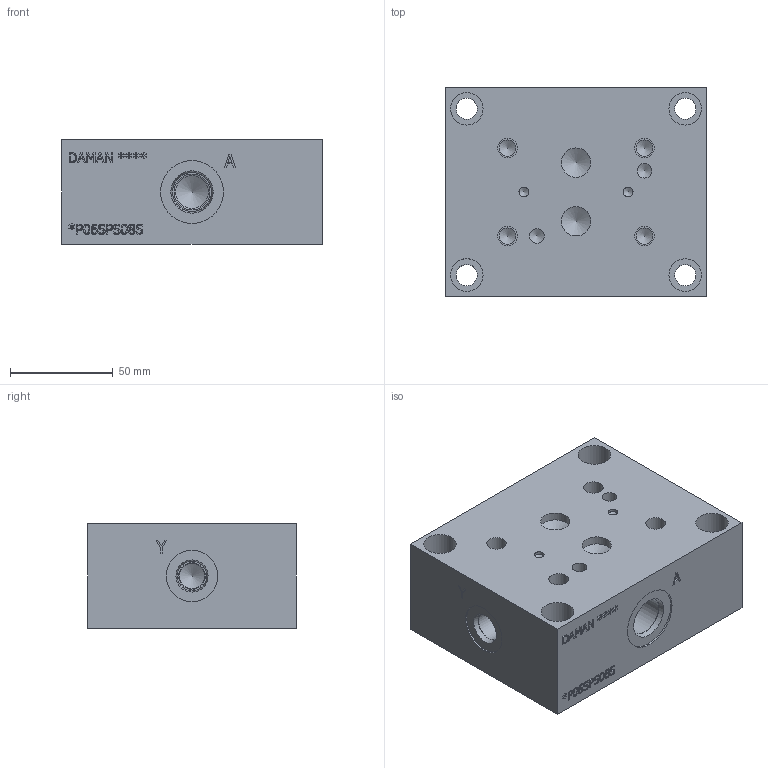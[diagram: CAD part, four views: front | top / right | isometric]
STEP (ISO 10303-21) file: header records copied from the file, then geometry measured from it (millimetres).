
FILE_DESCRIPTION(/* description */ (''),/* implementation_level */ '2;1');
FILE_NAME(/* name */ '_P06SPS08S.stp',/* time_stamp */ '2020-03-20T16:34:57-04:00',/* author */ ('alexanderw'),/* organization */ (''),/* preprocessor_version */ 'ST-DEVELOPER v17',/* originating_system */ 'Autodesk Inventor 2019',/* authorisation */ '');
FILE_SCHEMA (('AUTOMOTIVE_DESIGN { 1 0 10303 214 3 1 1 }'));
Length unit declared in the file: millimetre
Products named in the file (1): Part_AP06SPS08S_3D
Bounding box: 127 x 101.6 x 50.8 mm (x, y, z)
Volume: 600510.1 mm3; surface area: 65366.5 mm2
Topology: 1 solids, 1 shells, 489 faces, 1337 edges, 902 vertices
Faces by surface type: plane 273, bspline 148, cylinder 42, cone 26
Full cylindrical faces by diameter (mm): 4.775 x2, 7.137 x2, 7.925 x4, 9.525 x4, 10.312 x4, 12.294 x2, 12.9 x2, 14.275 x4, 14.529 x2, 15.875 x6, 17.501 x2, 19.05 x2, 19.253 x2, 25.019 x2, 30.632 x2
Entity records: 16601 total; most frequent: CARTESIAN_POINT 4639, ORIENTED_EDGE 2646, DIRECTION 1865, EDGE_CURVE 1323, VERTEX_POINT 902, LINE 873, VECTOR 873, EDGE_LOOP 563
